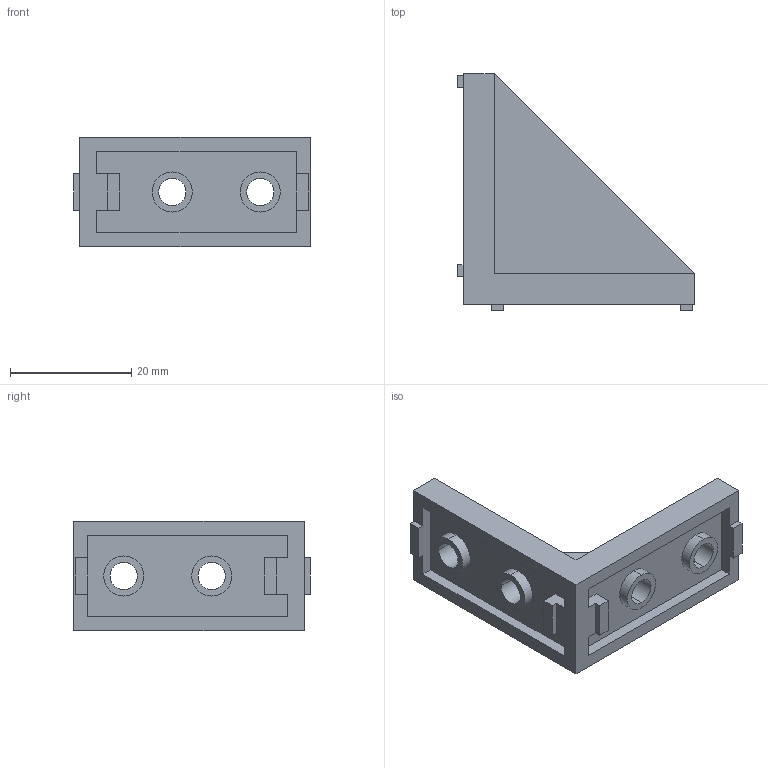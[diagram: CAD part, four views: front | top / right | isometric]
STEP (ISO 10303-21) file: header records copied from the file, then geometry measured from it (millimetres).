
FILE_DESCRIPTION (( 'STEP AP214' ), '1' );
FILE_NAME ('Óãîëîê 18õ38õ38 ïàç 6.STEP', '2022-04-29T14:49:05', ( 'user' ), ( '' ), 'SwSTEP 2.0', 'SolidWorks 2022', '' );
FILE_SCHEMA (( 'AUTOMOTIVE_DESIGN' ));
Length unit declared in the file: millimetre
Products named in the file (1): Óãîëîê 18õ38õ38 ïàç 6
Bounding box: 39 x 39 x 18 mm (x, y, z)
Volume: 6485.3 mm3; surface area: 5206.9 mm2
Topology: 1 solids, 1 shells, 60 faces, 154 edges, 102 vertices
Faces by surface type: plane 44, cylinder 16
Entity records: 1864 total; most frequent: CARTESIAN_POINT 317, DIRECTION 308, ORIENTED_EDGE 308, EDGE_CURVE 154, VECTOR 122, LINE 122, VERTEX_POINT 102, AXIS2_PLACEMENT_3D 93
